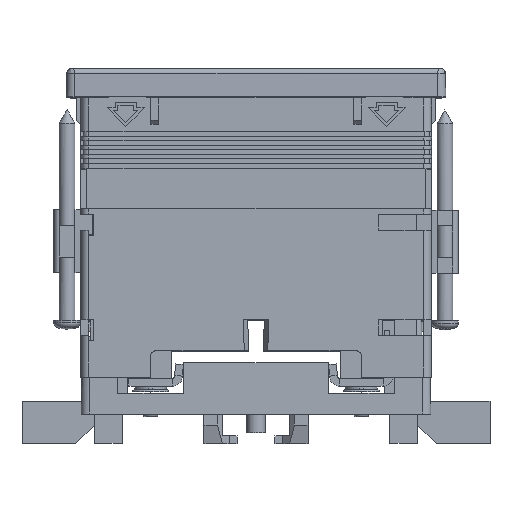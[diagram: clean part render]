
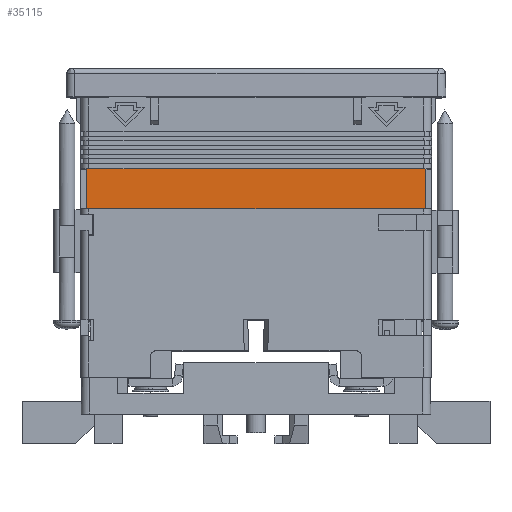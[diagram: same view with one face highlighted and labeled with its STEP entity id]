
A CAD part, top view. The second image highlights one B-rep face of the part: STEP entity #35115.
In plain terms, the highlighted planar face has unit normal (0, 0, 1).
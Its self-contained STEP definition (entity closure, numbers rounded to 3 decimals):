
#1515=FACE_OUTER_BOUND('',#3379,.T.);
#3379=EDGE_LOOP('',(#26763,#26764,#26765,#26766));
#6585=LINE('',#54917,#10995);
#6903=LINE('',#55638,#11313);
#6904=LINE('',#55640,#11314);
#6905=LINE('',#55641,#11315);
#10995=VECTOR('',#41714,10.);
#11313=VECTOR('',#42384,1000.);
#11314=VECTOR('',#42385,1000.);
#11315=VECTOR('',#42386,1000.);
#15140=VERTEX_POINT('',#54844);
#15168=VERTEX_POINT('',#54914);
#15396=VERTEX_POINT('',#55637);
#15397=VERTEX_POINT('',#55639);
#19186=EDGE_CURVE('',#15140,#15168,#6585,.T.);
#19548=EDGE_CURVE('',#15168,#15396,#6903,.T.);
#19549=EDGE_CURVE('',#15397,#15396,#6904,.T.);
#19550=EDGE_CURVE('',#15140,#15397,#6905,.T.);
#26763=ORIENTED_EDGE('',*,*,#19186,.T.);
#26764=ORIENTED_EDGE('',*,*,#19548,.T.);
#26765=ORIENTED_EDGE('',*,*,#19549,.F.);
#26766=ORIENTED_EDGE('',*,*,#19550,.F.);
#33478=PLANE('',#37200);
#35115=ADVANCED_FACE('',(#1515),#33478,.F.);
#37200=AXIS2_PLACEMENT_3D('',#55636,#42382,#42383);
#41714=DIRECTION('',(-1.,0.,0.));
#42382=DIRECTION('center_axis',(0.,0.,
-1.));
#42383=DIRECTION('ref_axis',(1.,0.,0.));
#42384=DIRECTION('',(0.,-1.,0.));
#42385=DIRECTION('',(-1.,0.,0.));
#42386=DIRECTION('',(0.,-1.,0.));
#54844=CARTESIAN_POINT('',(48.303,49.138,38.234));
#54914=CARTESIAN_POINT('',(-15.997,49.138,38.234));
#54917=CARTESIAN_POINT('',(17.178,49.138,38.234));
#55636=CARTESIAN_POINT('Origin',(51.403,41.638,38.234));
#55637=CARTESIAN_POINT('',(-15.997,41.638,38.234));
#55638=CARTESIAN_POINT('',(-15.997,137.698,38.234));
#55639=CARTESIAN_POINT('',(48.303,41.638,38.234));
#55640=CARTESIAN_POINT('',(51.403,41.638,38.234));
#55641=CARTESIAN_POINT('',(48.303,137.698,38.234));
